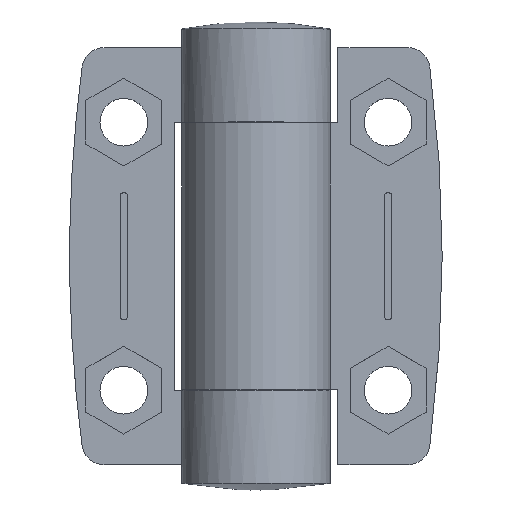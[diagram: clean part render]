
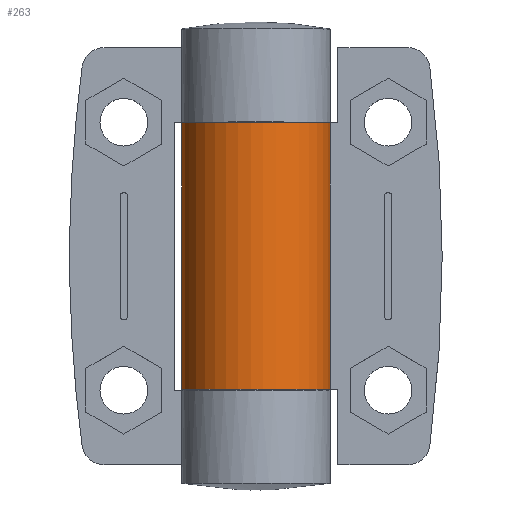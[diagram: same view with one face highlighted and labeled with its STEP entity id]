
A CAD part, top view. The second image highlights one B-rep face of the part: STEP entity #263.
In plain terms, the highlighted cylindrical face has radius 10 mm (diameter 20 mm), a partial arc.
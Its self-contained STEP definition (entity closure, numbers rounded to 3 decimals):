
#263 = ADVANCED_FACE( '', ( #597 ), #598, .T. );
#597 = FACE_OUTER_BOUND( '', #999, .T. );
#598 = CYLINDRICAL_SURFACE( '', #1000, 10. );
#999 = EDGE_LOOP( '', ( #1748, #1749, #1750, #1751 ) );
#1000 = AXIS2_PLACEMENT_3D( '', #1752, #1753, #1754 );
#1748 = ORIENTED_EDGE( '', *, *, #2591, .T. );
#1749 = ORIENTED_EDGE( '', *, *, #2460, .F. );
#1750 = ORIENTED_EDGE( '', *, *, #2405, .F. );
#1751 = ORIENTED_EDGE( '', *, *, #2603, .T. );
#1752 = CARTESIAN_POINT( '', ( 0., 17.9, 0. ) );
#1753 = DIRECTION( '', ( 0., 1., 0. ) );
#1754 = DIRECTION( '', ( 0., 0., -1. ) );
#2405 = EDGE_CURVE( '', #2915, #2909, #2917, .T. );
#2460 = EDGE_CURVE( '', #2909, #3012, #3013, .T. );
#2591 = EDGE_CURVE( '', #3207, #3012, #3208, .T. );
#2603 = EDGE_CURVE( '', #2915, #3207, #3224, .T. );
#2909 = VERTEX_POINT( '', #3610 );
#2915 = VERTEX_POINT( '', #3619 );
#2917 = CIRCLE( '', #3622, 10. );
#3012 = VERTEX_POINT( '', #3757 );
#3013 = LINE( '', #3758, #3759 );
#3207 = VERTEX_POINT( '', #4032 );
#3208 = CIRCLE( '', #4033, 10. );
#3224 = LINE( '', #4056, #4057 );
#3610 = CARTESIAN_POINT( '', ( 9.682, 17.9, -2.5 ) );
#3619 = CARTESIAN_POINT( '', ( -3.049, 17.9, -9.524 ) );
#3622 = AXIS2_PLACEMENT_3D( '', #4376, #4377, #4378 );
#3757 = CARTESIAN_POINT( '', ( 9.682, -17.9, -2.5 ) );
#3758 = CARTESIAN_POINT( '', ( 9.682, 17.9, -2.5 ) );
#3759 = VECTOR( '', #4434, 1000. );
#4032 = CARTESIAN_POINT( '', ( -3.049, -17.9, -9.524 ) );
#4033 = AXIS2_PLACEMENT_3D( '', #4577, #4578, #4579 );
#4056 = CARTESIAN_POINT( '', ( -3.049, 17.9, -9.524 ) );
#4057 = VECTOR( '', #4590, 1000. );
#4376 = CARTESIAN_POINT( '', ( 0., 17.9, 0. ) );
#4377 = DIRECTION( '', ( 0., 1., 0. ) );
#4378 = DIRECTION( '', ( 1., 0., 0. ) );
#4434 = DIRECTION( '', ( 0., -1., 0. ) );
#4577 = CARTESIAN_POINT( '', ( 0., -17.9, 0. ) );
#4578 = DIRECTION( '', ( 0., 1., 0. ) );
#4579 = DIRECTION( '', ( 1., 0., 0. ) );
#4590 = DIRECTION( '', ( 0., -1., 0. ) );
